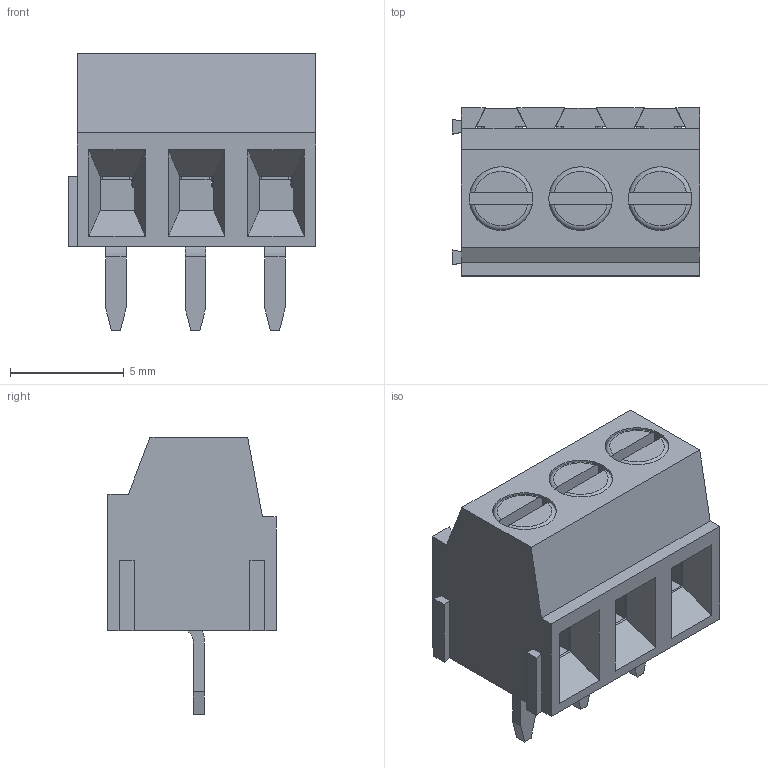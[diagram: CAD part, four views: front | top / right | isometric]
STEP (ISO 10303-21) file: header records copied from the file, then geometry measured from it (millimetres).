
FILE_DESCRIPTION( ( 'Unknown' ), '1' );
FILE_NAME( '691214110003.stp', 'Unknown', ( 'Unknown' ), ( 'Unknown' ), 'PSStep 15.0.49', 'Unknown', ' ' );
FILE_SCHEMA( ( 'AUTOMOTIVE_DESIGN { 1 0 10303 214 1 1 1 1 }' ) );
Length unit declared in the file: millimetre
Products named in the file (5): Assem1; 691214110003; 6912141100xx_CAGE; 6912141100xx_PIN; 6912141100xx_VIS
Assembly tree (10 placements, depth 2):
  Assem1
    691214110003
    6912141100xx_CAGE  x3
    6912141100xx_PIN  x3
    6912141100xx_VIS  x3
Bounding box: 10.9 x 7.4 x 12.2 mm (x, y, z)
Volume: 420 mm3; surface area: 1376.4 mm2
Topology: 10 solids, 10 shells, 314 faces, 846 edges, 549 vertices
Faces by surface type: plane 242, cylinder 54, cone 9, torus 9
Full cylindrical faces by diameter (mm): 1.5 x3, 1.9 x3, 2.8 x6
Entity records: 7173 total; most frequent: CARTESIAN_POINT 1006, ORIENTED_EDGE 958, DIRECTION 913, EDGE_CURVE 479, LINE 423, VECTOR 423, VERTEX_POINT 314, AXIS2_PLACEMENT_3D 245
